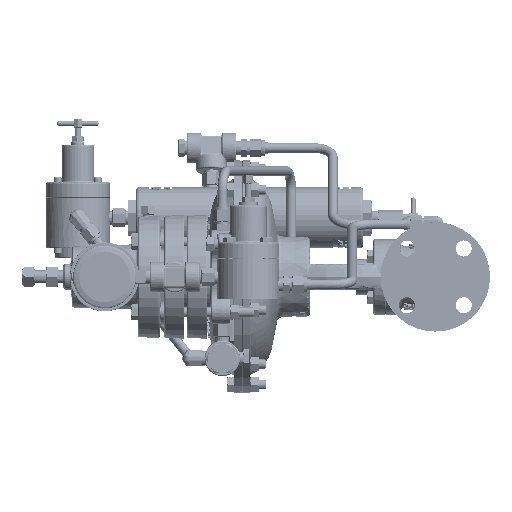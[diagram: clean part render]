
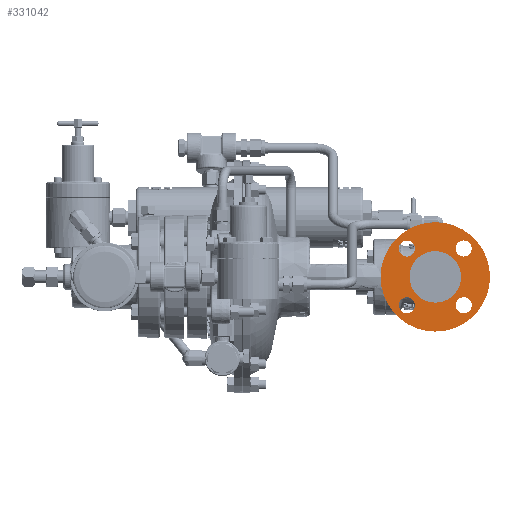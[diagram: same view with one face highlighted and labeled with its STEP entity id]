
A CAD part, left-side view. The second image highlights one B-rep face of the part: STEP entity #331042.
In plain terms, the highlighted planar face has unit normal (-1, 0, 0).
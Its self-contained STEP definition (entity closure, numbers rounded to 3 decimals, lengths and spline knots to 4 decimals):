
#950 = VERTEX_POINT ( 'NONE', #351204 ) ;
#1179 = EDGE_CURVE ( 'NONE', #1421, #205444, #215190, .T. ) ;
#1421 = VERTEX_POINT ( 'NONE', #73450 ) ;
#2490 = DIRECTION ( 'NONE',  ( -1., 0., 0. ) ) ;
#5471 = CARTESIAN_POINT ( 'NONE',  ( -3.563, -2.0601, -1.1031 ) ) ;
#8996 = CARTESIAN_POINT ( 'NONE',  ( -3.563, -2.0601, 1.1031 ) ) ;
#9841 = DIRECTION ( 'NONE',  ( -1., 0., 0. ) ) ;
#10019 = CARTESIAN_POINT ( 'NONE',  ( -3.563, -0.957, -2.125 ) ) ;
#13103 = DIRECTION ( 'NONE',  ( 0., 0., 1. ) ) ;
#13333 = CARTESIAN_POINT ( 'NONE',  ( -3.563, -0.957, 0. ) ) ;
#14399 = CIRCLE ( 'NONE', #200599, 1. ) ;
#15621 = FACE_BOUND ( 'NONE', #340870, .T. ) ;
#17762 = CARTESIAN_POINT ( 'NONE',  ( -3.563, -2.0601, -1.4156 ) ) ;
#19189 = CARTESIAN_POINT ( 'NONE',  ( -3.563, 1.168, 0. ) ) ;
#19482 = ORIENTED_EDGE ( 'NONE', *, *, #356864, .T. ) ;
#21301 = ORIENTED_EDGE ( 'NONE', *, *, #79089, .T. ) ;
#31001 = DIRECTION ( 'NONE',  ( 0., 0., 1. ) ) ;
#31227 = ORIENTED_EDGE ( 'NONE', *, *, #346911, .F. ) ;
#32717 = AXIS2_PLACEMENT_3D ( 'NONE', #148080, #324185, #131054 ) ;
#33121 = ORIENTED_EDGE ( 'NONE', *, *, #1179, .F. ) ;
#33135 = DIRECTION ( 'NONE',  ( -1., 0., 0. ) ) ;
#36723 = DIRECTION ( 'NONE',  ( 0., 0., 1. ) ) ;
#39729 = EDGE_CURVE ( 'NONE', #284446, #350198, #218501, .T. ) ;
#40929 = ORIENTED_EDGE ( 'NONE', *, *, #39729, .F. ) ;
#44713 = DIRECTION ( 'NONE',  ( 0., 0., -1. ) ) ;
#50758 = CIRCLE ( 'NONE', #143855, 0.3125 ) ;
#52012 = CARTESIAN_POINT ( 'NONE',  ( -3.563, 0.1461, 1.4156 ) ) ;
#59220 = DIRECTION ( 'NONE',  ( 0., 0., 1. ) ) ;
#63509 = CIRCLE ( 'NONE', #284584, 2.125 ) ;
#65772 = CARTESIAN_POINT ( 'NONE',  ( -3.563, 0.1461, -0.7906 ) ) ;
#71340 = CARTESIAN_POINT ( 'NONE',  ( -3.563, 0.1461, -1.1031 ) ) ;
#73450 = CARTESIAN_POINT ( 'NONE',  ( -3.563, 0.1461, 0.7906 ) ) ;
#73844 = FACE_OUTER_BOUND ( 'NONE', #251579, .T. ) ;
#75750 = VERTEX_POINT ( 'NONE', #10019 ) ;
#79089 = EDGE_CURVE ( 'NONE', #132190, #75750, #63509, .T. ) ;
#82379 = EDGE_LOOP ( 'NONE', ( #131045, #33121 ) ) ;
#83072 = DIRECTION ( 'NONE',  ( -1., 0., 0. ) ) ;
#85237 = ORIENTED_EDGE ( 'NONE', *, *, #309311, .F. ) ;
#86257 = DIRECTION ( 'NONE',  ( 0., 0., 1. ) ) ;
#90114 = DIRECTION ( 'NONE',  ( -1., 0., 0. ) ) ;
#90184 = CARTESIAN_POINT ( 'NONE',  ( -3.563, 0.1461, -1.4156 ) ) ;
#92733 = DIRECTION ( 'NONE',  ( 0., 0., 1. ) ) ;
#96513 = EDGE_CURVE ( 'NONE', #173704, #123852, #280814, .T. ) ;
#96663 = CIRCLE ( 'NONE', #32717, 0.3125 ) ;
#99371 = FACE_BOUND ( 'NONE', #82379, .T. ) ;
#100094 = EDGE_CURVE ( 'NONE', #123852, #173704, #188718, .T. ) ;
#100538 = CARTESIAN_POINT ( 'NONE',  ( -3.563, -0.957, 1. ) ) ;
#107781 = EDGE_LOOP ( 'NONE', ( #177598, #254626 ) ) ;
#123852 = VERTEX_POINT ( 'NONE', #65772 ) ;
#126204 = DIRECTION ( 'NONE',  ( 0., 0., 1. ) ) ;
#126506 = EDGE_CURVE ( 'NONE', #950, #276271, #295328, .T. ) ;
#129429 = AXIS2_PLACEMENT_3D ( 'NONE', #71340, #233576, #13103 ) ;
#131045 = ORIENTED_EDGE ( 'NONE', *, *, #239367, .F. ) ;
#131054 = DIRECTION ( 'NONE',  ( 0., 0., 1. ) ) ;
#132190 = VERTEX_POINT ( 'NONE', #169336 ) ;
#143855 = AXIS2_PLACEMENT_3D ( 'NONE', #308779, #90114, #59220 ) ;
#148080 = CARTESIAN_POINT ( 'NONE',  ( -3.563, -2.0601, -1.1031 ) ) ;
#150215 = AXIS2_PLACEMENT_3D ( 'NONE', #277616, #2490, #86257 ) ;
#153538 = DIRECTION ( 'NONE',  ( -1., 0., 0. ) ) ;
#154275 = ORIENTED_EDGE ( 'NONE', *, *, #267343, .F. ) ;
#160164 = AXIS2_PLACEMENT_3D ( 'NONE', #8996, #291265, #92733 ) ;
#162804 = AXIS2_PLACEMENT_3D ( 'NONE', #233902, #9841, #257648 ) ;
#167869 = DIRECTION ( 'NONE',  ( 0., 0., 1. ) ) ;
#169336 = CARTESIAN_POINT ( 'NONE',  ( -3.563, -0.957, 2.125 ) ) ;
#173704 = VERTEX_POINT ( 'NONE', #90184 ) ;
#177598 = ORIENTED_EDGE ( 'NONE', *, *, #100094, .F. ) ;
#184948 = FACE_BOUND ( 'NONE', #107781, .T. ) ;
#185484 = EDGE_CURVE ( 'NONE', #276271, #950, #14399, .T. ) ;
#188718 = CIRCLE ( 'NONE', #223620, 0.3125 ) ;
#189268 = CARTESIAN_POINT ( 'NONE',  ( -3.563, -2.0601, -0.7906 ) ) ;
#195706 = CIRCLE ( 'NONE', #241500, 0.3125 ) ;
#199570 = VERTEX_POINT ( 'NONE', #189268 ) ;
#199574 = CIRCLE ( 'NONE', #356334, 0.3125 ) ;
#200599 = AXIS2_PLACEMENT_3D ( 'NONE', #258998, #33135, #36723 ) ;
#205444 = VERTEX_POINT ( 'NONE', #52012 ) ;
#210551 = PLANE ( 'NONE',  #346161 ) ;
#212336 = DIRECTION ( 'NONE',  ( -1., 0., 0. ) ) ;
#215190 = CIRCLE ( 'NONE', #162804, 0.3125 ) ;
#217411 = VERTEX_POINT ( 'NONE', #17762 ) ;
#217718 = FACE_BOUND ( 'NONE', #278071, .T. ) ;
#218501 = CIRCLE ( 'NONE', #160164, 0.3125 ) ;
#223620 = AXIS2_PLACEMENT_3D ( 'NONE', #332639, #83072, #303534 ) ;
#225066 = ORIENTED_EDGE ( 'NONE', *, *, #185484, .F. ) ;
#228947 = EDGE_LOOP ( 'NONE', ( #225066, #284594 ) ) ;
#233576 = DIRECTION ( 'NONE',  ( -1., 0., 0. ) ) ;
#233902 = CARTESIAN_POINT ( 'NONE',  ( -3.563, 0.1461, 1.1031 ) ) ;
#239367 = EDGE_CURVE ( 'NONE', #205444, #1421, #199574, .T. ) ;
#241500 = AXIS2_PLACEMENT_3D ( 'NONE', #5471, #340571, #31001 ) ;
#243727 = CARTESIAN_POINT ( 'NONE',  ( -3.563, -2.0601, 0.7906 ) ) ;
#251579 = EDGE_LOOP ( 'NONE', ( #21301, #19482 ) ) ;
#254626 = ORIENTED_EDGE ( 'NONE', *, *, #96513, .F. ) ;
#257648 = DIRECTION ( 'NONE',  ( 0., 0., 1. ) ) ;
#257736 = CARTESIAN_POINT ( 'NONE',  ( -3.563, -0.957, 0. ) ) ;
#258998 = CARTESIAN_POINT ( 'NONE',  ( -3.563, -0.957, 0. ) ) ;
#267343 = EDGE_CURVE ( 'NONE', #217411, #199570, #195706, .T. ) ;
#276271 = VERTEX_POINT ( 'NONE', #100538 ) ;
#277616 = CARTESIAN_POINT ( 'NONE',  ( -3.563, -0.957, 0. ) ) ;
#278071 = EDGE_LOOP ( 'NONE', ( #85237, #154275 ) ) ;
#280319 = CARTESIAN_POINT ( 'NONE',  ( -3.563, -2.0601, 1.4156 ) ) ;
#280814 = CIRCLE ( 'NONE', #129429, 0.3125 ) ;
#284446 = VERTEX_POINT ( 'NONE', #280319 ) ;
#284584 = AXIS2_PLACEMENT_3D ( 'NONE', #257736, #341452, #317698 ) ;
#284594 = ORIENTED_EDGE ( 'NONE', *, *, #126506, .F. ) ;
#291265 = DIRECTION ( 'NONE',  ( -1., 0., 0. ) ) ;
#295328 = CIRCLE ( 'NONE', #341829, 1. ) ;
#299658 = FACE_BOUND ( 'NONE', #228947, .T. ) ;
#303534 = DIRECTION ( 'NONE',  ( 0., 0., 1. ) ) ;
#306327 = DIRECTION ( 'NONE',  ( -1., 0., 0. ) ) ;
#307298 = CIRCLE ( 'NONE', #150215, 2.125 ) ;
#308779 = CARTESIAN_POINT ( 'NONE',  ( -3.563, -2.0601, 1.1031 ) ) ;
#309311 = EDGE_CURVE ( 'NONE', #199570, #217411, #96663, .T. ) ;
#317698 = DIRECTION ( 'NONE',  ( 0., 0., 1. ) ) ;
#324185 = DIRECTION ( 'NONE',  ( -1., 0., 0. ) ) ;
#330050 = CARTESIAN_POINT ( 'NONE',  ( -3.563, 0.1461, 1.1031 ) ) ;
#331042 = ADVANCED_FACE ( 'NONE', ( #184948, #99371, #217718, #15621, #299658, #73844 ), #210551, .T. ) ;
#332639 = CARTESIAN_POINT ( 'NONE',  ( -3.563, 0.1461, -1.1031 ) ) ;
#340571 = DIRECTION ( 'NONE',  ( -1., 0., 0. ) ) ;
#340870 = EDGE_LOOP ( 'NONE', ( #40929, #31227 ) ) ;
#341452 = DIRECTION ( 'NONE',  ( -1., 0., 0. ) ) ;
#341829 = AXIS2_PLACEMENT_3D ( 'NONE', #13333, #153538, #126204 ) ;
#346161 = AXIS2_PLACEMENT_3D ( 'NONE', #19189, #212336, #44713 ) ;
#346911 = EDGE_CURVE ( 'NONE', #350198, #284446, #50758, .T. ) ;
#350198 = VERTEX_POINT ( 'NONE', #243727 ) ;
#351204 = CARTESIAN_POINT ( 'NONE',  ( -3.563, -0.957, -1. ) ) ;
#356334 = AXIS2_PLACEMENT_3D ( 'NONE', #330050, #306327, #167869 ) ;
#356864 = EDGE_CURVE ( 'NONE', #75750, #132190, #307298, .T. ) ;
